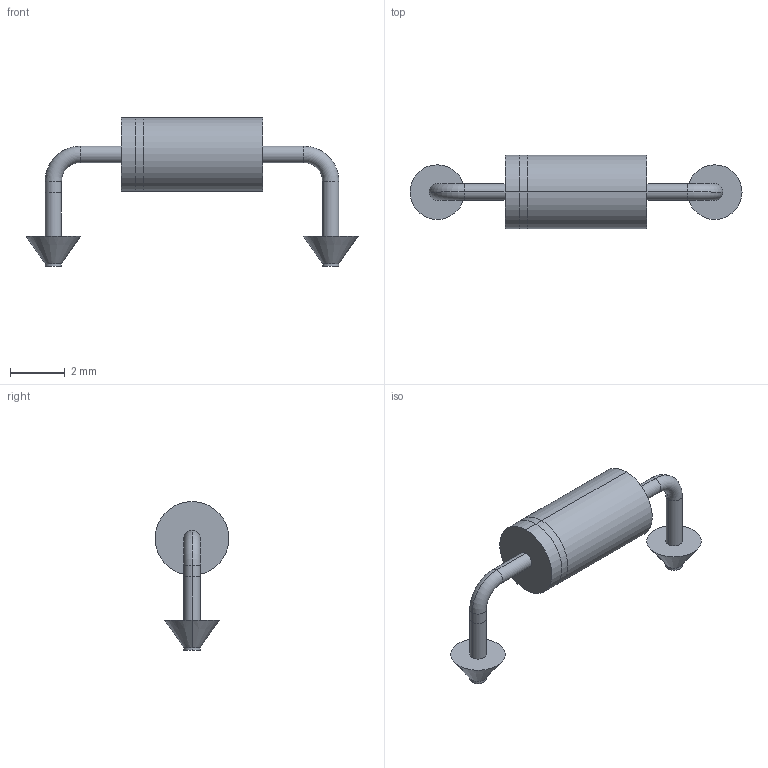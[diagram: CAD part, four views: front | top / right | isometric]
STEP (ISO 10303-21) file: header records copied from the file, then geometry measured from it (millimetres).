
FILE_DESCRIPTION (( 'STEP AP214' ), '1' );
FILE_NAME ('IN4007.STEP', '2021-09-29T16:43:46', ( '' ), ( '' ), 'SwSTEP 2.0', 'SolidWorks 2019', '' );
FILE_SCHEMA (( 'AUTOMOTIVE_DESIGN' ));
Length unit declared in the file: millimetre
Products named in the file (2): IN4007
Bounding box: 12.16 x 2.7 x 5.45 mm (x, y, z)
Volume: 35.6 mm3; surface area: 91.8 mm2
Topology: 3 solids, 3 shells, 37 faces, 68 edges, 40 vertices
Faces by surface type: cylinder 20, plane 9, cone 4, torus 4
Entity records: 1293 total; most frequent: DIRECTION 190, CARTESIAN_POINT 147, ORIENTED_EDGE 136, AXIS2_PLACEMENT_3D 83, EDGE_CURVE 68, CIRCLE 44, EDGE_LOOP 40, VERTEX_POINT 40
